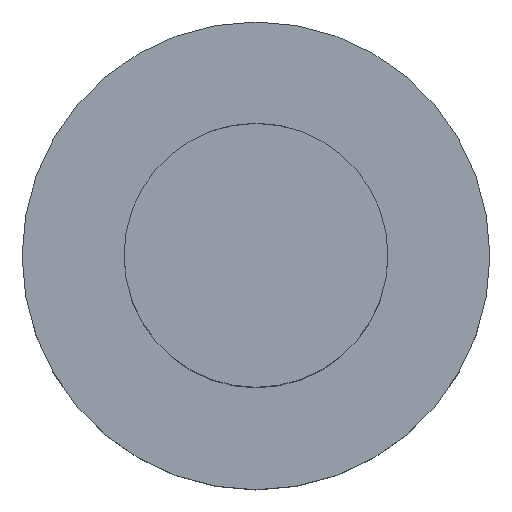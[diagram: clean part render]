
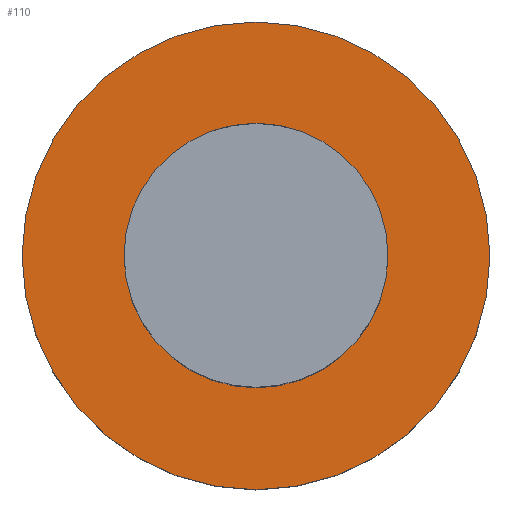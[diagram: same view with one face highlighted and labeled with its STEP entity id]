
A CAD part, top view. The second image highlights one B-rep face of the part: STEP entity #110.
In plain terms, the highlighted planar face has unit normal (0, 0, 1).
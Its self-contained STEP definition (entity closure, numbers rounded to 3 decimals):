
#103=EDGE_CURVE('240[2]',#221,#221,#222,.T.);
#110=ADVANCED_FACE('240[2]',(#231,#232),#233,.T.);
#114=EDGE_CURVE('240[2]',#238,#238,#239,.T.);
#221=VERTEX_POINT('',#525);
#222=CIRCLE('',#526,11.0);
#231=FACE_BOUND('',#538,.T.);
#232=FACE_OUTER_BOUND('',#539,.T.);
#233=PLANE('',#540);
#238=VERTEX_POINT('',#547);
#239=CIRCLE('',#548,19.5);
#525=CARTESIAN_POINT('',(11.0,0.0,0.0));
#526=AXIS2_PLACEMENT_3D('',#686,#687,#688);
#538=EDGE_LOOP('',(#696));
#539=EDGE_LOOP('',(#697));
#540=AXIS2_PLACEMENT_3D('',#698,#699,#700);
#547=CARTESIAN_POINT('',(0.,19.5,0.));
#548=AXIS2_PLACEMENT_3D('',#704,#705,#706);
#686=CARTESIAN_POINT('',(0.0,0.0,0.));
#687=DIRECTION('',(0.,0.,-1.0));
#688=DIRECTION('',(1.0,0.,0.));
#696=ORIENTED_EDGE('',*,*,#103,.T.);
#697=ORIENTED_EDGE('',*,*,#114,.T.);
#698=CARTESIAN_POINT('',(0.,9.75,0.));
#699=DIRECTION('',(0.,0.,1.0));
#700=DIRECTION('',(1.0,0.,0.0));
#704=CARTESIAN_POINT('',(0.0,0.0,0.0));
#705=DIRECTION('',(0.,0.,1.0));
#706=DIRECTION('',(0.,1.0,0.));
